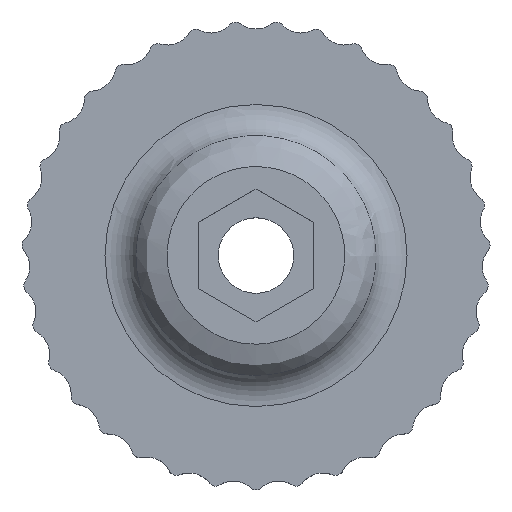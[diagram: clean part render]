
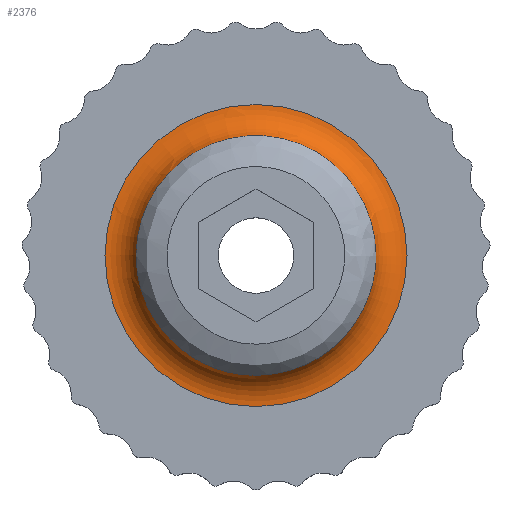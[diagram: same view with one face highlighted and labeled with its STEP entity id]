
A CAD part, top view. The second image highlights one B-rep face of the part: STEP entity #2376.
In plain terms, the highlighted toroidal (fillet/blend) face has major radius 9 mm and minor radius 2 mm.
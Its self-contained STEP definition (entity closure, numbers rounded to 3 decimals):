
#762=CARTESIAN_POINT('',(9.,0.,2.5));
#763=VERTEX_POINT('',#762);
#764=CARTESIAN_POINT('',(0.0,0.0,2.5));
#765=DIRECTION('',(0.0,0.0,1.0));
#766=DIRECTION('',(-1.0,0.0,0.0));
#767=AXIS2_PLACEMENT_3D('',#764,#765,#766);
#768=CIRCLE('',#767,9.);
#769=EDGE_CURVE('',#763,#763,#768,.T.);
#2255=CARTESIAN_POINT('',(7.146,-0.006,3.75));
#2256=VERTEX_POINT('',#2255);
#2285=CARTESIAN_POINT('',(7.149,-0.006,3.75));
#2286=CARTESIAN_POINT('',(7.146,1.059,3.75));
#2287=CARTESIAN_POINT('',(6.663,3.202,3.75));
#2288=CARTESIAN_POINT('',(4.61,5.775,3.75));
#2289=CARTESIAN_POINT('',(1.649,7.204,3.75));
#2290=CARTESIAN_POINT('',(-1.642,7.205,3.75));
#2291=CARTESIAN_POINT('',(-4.604,5.779,3.75));
#2292=CARTESIAN_POINT('',(-6.892,2.923,3.75));
#2293=CARTESIAN_POINT('',(-7.387,-0.393,3.75));
#2294=CARTESIAN_POINT('',(-6.434,-3.48,3.75));
#2295=CARTESIAN_POINT('',(-4.618,-5.764,3.75));
#2296=CARTESIAN_POINT('',(-0.667,-7.702,3.75));
#2297=CARTESIAN_POINT('',(5.082,-6.409,3.75));
#2298=CARTESIAN_POINT('',(7.156,-2.137,3.75));
#2299=CARTESIAN_POINT('',(7.149,-0.006,3.75));
#2300=B_SPLINE_CURVE_WITH_KNOTS('',3,(#2285,#2286,#2287,#2288,#2289,#2290,#2291,#2292,#2293,#2294,#2295,#2296,#2297,#2298,#2299),.UNSPECIFIED.,.T.,.U.,(4,1,1,1,1,1,1,1,1,1,1,1,4),(-4.958,-4.721,-4.485,-4.249,-4.013,-3.777,-3.541,-3.226,-3.069,-2.833,-2.597,-2.125,-1.653),.UNSPECIFIED.);
#2301=EDGE_CURVE('',#2256,#2256,#2300,.T.);
#2365=CARTESIAN_POINT('',(0.0,0.0,4.5));
#2366=DIRECTION('',(0.0,0.0,-1.0));
#2367=DIRECTION('',(-1.0,0.0,0.0));
#2368=AXIS2_PLACEMENT_3D('',#2365,#2366,#2367);
#2369=TOROIDAL_SURFACE('',#2368,9.,2.0);
#2370=ORIENTED_EDGE('',*,*,#769,.T.);
#2371=EDGE_LOOP('',(#2370));
#2372=FACE_OUTER_BOUND('',#2371,.T.);
#2373=ORIENTED_EDGE('',*,*,#2301,.F.);
#2374=EDGE_LOOP('',(#2373));
#2375=FACE_BOUND('',#2374,.T.);
#2376=ADVANCED_FACE('',(#2372,#2375),#2369,.F.);
